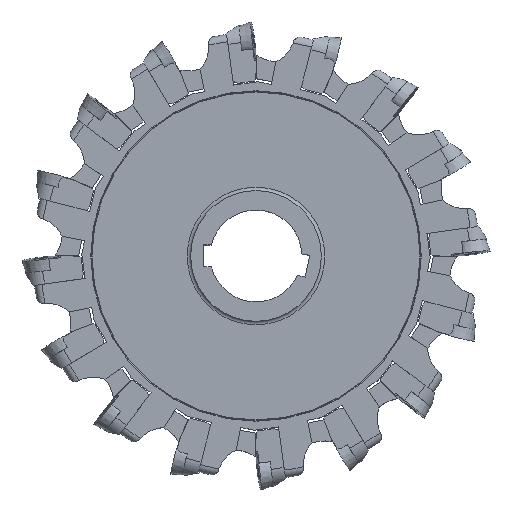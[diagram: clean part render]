
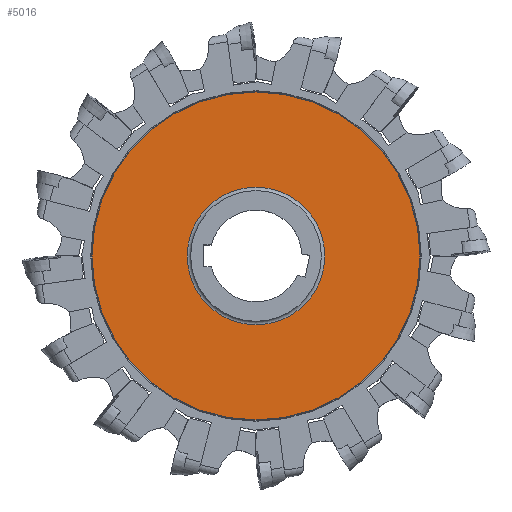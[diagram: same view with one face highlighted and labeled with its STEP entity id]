
A CAD part, top view. The second image highlights one B-rep face of the part: STEP entity #5016.
In plain terms, the highlighted planar face has unit normal (0, 0, 1).
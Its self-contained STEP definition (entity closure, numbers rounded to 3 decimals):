
#651=PLANE('',#16329);
#5016=ADVANCED_FACE('',(#6046,#6047),#651,.T.);
#6046=FACE_BOUND('',#6681,.T.);
#6047=FACE_BOUND('',#6682,.T.);
#6681=EDGE_LOOP('',(#9388));
#6682=EDGE_LOOP('',(#9389));
#9388=ORIENTED_EDGE('',*,*,#14316,.T.);
#9389=ORIENTED_EDGE('',*,*,#14314,.T.);
#12455=VERTEX_POINT('',#25027);
#12457=VERTEX_POINT('',#25032);
#14314=EDGE_CURVE('',#12455,#12455,#15318,.T.);
#14316=EDGE_CURVE('',#12457,#12457,#15320,.T.);
#15318=CIRCLE('',#16323,37.48);
#15320=CIRCLE('',#16326,89.335);
#16323=AXIS2_PLACEMENT_3D('',#25026,#19060,#19061);
#16326=AXIS2_PLACEMENT_3D('',#25031,#19066,#19067);
#16329=AXIS2_PLACEMENT_3D('',#25036,#19072,#19073);
#19060=DIRECTION('',(0.,0.,-1.));
#19061=DIRECTION('',(-1.,0.,0.));
#19066=DIRECTION('',(0.,0.,1.));
#19067=DIRECTION('',(-1.,0.,0.));
#19072=DIRECTION('',(0.,0.,1.));
#19073=DIRECTION('',(-1.,0.,0.));
#25026=CARTESIAN_POINT('',(0.,0.,-2.65));
#25027=CARTESIAN_POINT('',(-37.48,0.,-2.65));
#25031=CARTESIAN_POINT('',(0.,0.,-2.65));
#25032=CARTESIAN_POINT('',(-89.335,0.,-2.65));
#25036=CARTESIAN_POINT('',(-89.44,0.,-2.65));
